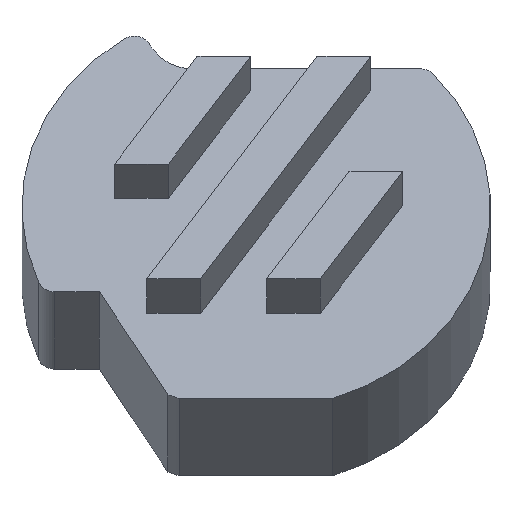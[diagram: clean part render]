
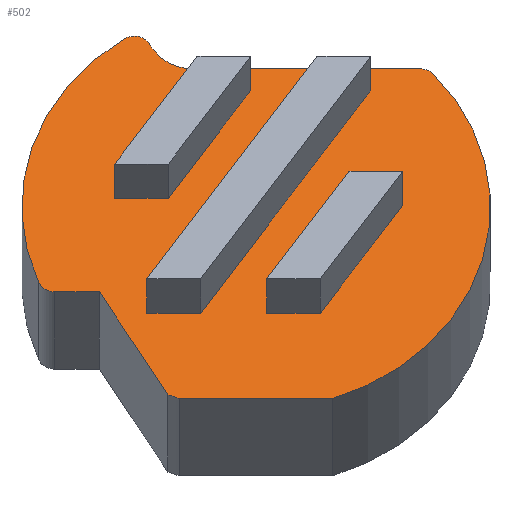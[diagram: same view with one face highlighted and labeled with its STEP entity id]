
A CAD part, front view. The second image highlights one B-rep face of the part: STEP entity #502.
In plain terms, the highlighted planar face has unit normal (0, -0.866, 0.5).
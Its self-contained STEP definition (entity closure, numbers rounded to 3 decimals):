
#15=FACE_BOUND('',#71,.T.);
#16=FACE_BOUND('',#72,.T.);
#17=FACE_BOUND('',#73,.T.);
#18=PLANE('',#549);
#41=FACE_OUTER_BOUND('',#70,.T.);
#70=EDGE_LOOP('',(#356,#357,#358,#359,#360,#361,#362,#363,#364,#365,#366,
#367));
#71=EDGE_LOOP('',(#368,#369,#370,#371));
#72=EDGE_LOOP('',(#372,#373,#374,#375));
#73=EDGE_LOOP('',(#376,#377,#378,#379));
#103=LINE('',#754,#159);
#104=LINE('',#766,#160);
#105=LINE('',#768,#161);
#106=LINE('',#771,#162);
#107=LINE('',#774,#163);
#108=LINE('',#776,#164);
#109=LINE('',#778,#165);
#110=LINE('',#779,#166);
#111=LINE('',#782,#167);
#112=LINE('',#784,#168);
#113=LINE('',#786,#169);
#114=LINE('',#787,#170);
#115=LINE('',#790,#171);
#116=LINE('',#792,#172);
#117=LINE('',#794,#173);
#118=LINE('',#795,#174);
#159=VECTOR('',#607,10.);
#160=VECTOR('',#618,10.);
#161=VECTOR('',#619,10.);
#162=VECTOR('',#622,10.);
#163=VECTOR('',#623,10.);
#164=VECTOR('',#624,10.);
#165=VECTOR('',#625,10.);
#166=VECTOR('',#626,10.);
#167=VECTOR('',#627,10.);
#168=VECTOR('',#628,10.);
#169=VECTOR('',#629,10.);
#170=VECTOR('',#630,10.);
#171=VECTOR('',#631,10.);
#172=VECTOR('',#632,10.);
#173=VECTOR('',#633,10.);
#174=VECTOR('',#634,10.);
#213=CIRCLE('',#545,0.4);
#214=CIRCLE('',#547,5.45);
#216=CIRCLE('',#550,1.1);
#217=CIRCLE('',#551,4.3);
#218=CIRCLE('',#552,0.4);
#219=CIRCLE('',#553,5.45);
#220=CIRCLE('',#554,0.4);
#221=CIRCLE('',#555,5.45);
#230=VERTEX_POINT('',#741);
#231=VERTEX_POINT('',#743);
#232=VERTEX_POINT('',#747);
#234=VERTEX_POINT('',#753);
#235=VERTEX_POINT('',#755);
#236=VERTEX_POINT('',#757);
#237=VERTEX_POINT('',#759);
#238=VERTEX_POINT('',#761);
#239=VERTEX_POINT('',#763);
#240=VERTEX_POINT('',#765);
#241=VERTEX_POINT('',#767);
#242=VERTEX_POINT('',#769);
#243=VERTEX_POINT('',#772);
#244=VERTEX_POINT('',#773);
#245=VERTEX_POINT('',#775);
#246=VERTEX_POINT('',#777);
#247=VERTEX_POINT('',#780);
#248=VERTEX_POINT('',#781);
#249=VERTEX_POINT('',#783);
#250=VERTEX_POINT('',#785);
#251=VERTEX_POINT('',#788);
#252=VERTEX_POINT('',#789);
#253=VERTEX_POINT('',#791);
#254=VERTEX_POINT('',#793);
#278=EDGE_CURVE('',#230,#231,#213,.T.);
#280=EDGE_CURVE('',#231,#232,#214,.T.);
#283=EDGE_CURVE('',#230,#234,#103,.T.);
#284=EDGE_CURVE('',#234,#235,#216,.T.);
#285=EDGE_CURVE('',#235,#236,#217,.T.);
#286=EDGE_CURVE('',#237,#236,#218,.T.);
#287=EDGE_CURVE('',#238,#237,#219,.T.);
#288=EDGE_CURVE('',#239,#238,#220,.T.);
#289=EDGE_CURVE('',#240,#239,#104,.T.);
#290=EDGE_CURVE('',#240,#241,#105,.T.);
#291=EDGE_CURVE('',#242,#241,#221,.T.);
#292=EDGE_CURVE('',#242,#232,#106,.T.);
#293=EDGE_CURVE('',#243,#244,#107,.T.);
#294=EDGE_CURVE('',#244,#245,#108,.T.);
#295=EDGE_CURVE('',#245,#246,#109,.T.);
#296=EDGE_CURVE('',#246,#243,#110,.T.);
#297=EDGE_CURVE('',#247,#248,#111,.T.);
#298=EDGE_CURVE('',#248,#249,#112,.T.);
#299=EDGE_CURVE('',#249,#250,#113,.T.);
#300=EDGE_CURVE('',#250,#247,#114,.T.);
#301=EDGE_CURVE('',#251,#252,#115,.T.);
#302=EDGE_CURVE('',#252,#253,#116,.T.);
#303=EDGE_CURVE('',#253,#254,#117,.T.);
#304=EDGE_CURVE('',#254,#251,#118,.T.);
#356=ORIENTED_EDGE('',*,*,#278,.F.);
#357=ORIENTED_EDGE('',*,*,#283,.T.);
#358=ORIENTED_EDGE('',*,*,#284,.T.);
#359=ORIENTED_EDGE('',*,*,#285,.T.);
#360=ORIENTED_EDGE('',*,*,#286,.F.);
#361=ORIENTED_EDGE('',*,*,#287,.F.);
#362=ORIENTED_EDGE('',*,*,#288,.F.);
#363=ORIENTED_EDGE('',*,*,#289,.F.);
#364=ORIENTED_EDGE('',*,*,#290,.T.);
#365=ORIENTED_EDGE('',*,*,#291,.F.);
#366=ORIENTED_EDGE('',*,*,#292,.T.);
#367=ORIENTED_EDGE('',*,*,#280,.F.);
#368=ORIENTED_EDGE('',*,*,#293,.T.);
#369=ORIENTED_EDGE('',*,*,#294,.T.);
#370=ORIENTED_EDGE('',*,*,#295,.T.);
#371=ORIENTED_EDGE('',*,*,#296,.T.);
#372=ORIENTED_EDGE('',*,*,#297,.T.);
#373=ORIENTED_EDGE('',*,*,#298,.T.);
#374=ORIENTED_EDGE('',*,*,#299,.T.);
#375=ORIENTED_EDGE('',*,*,#300,.T.);
#376=ORIENTED_EDGE('',*,*,#301,.T.);
#377=ORIENTED_EDGE('',*,*,#302,.T.);
#378=ORIENTED_EDGE('',*,*,#303,.T.);
#379=ORIENTED_EDGE('',*,*,#304,.T.);
#502=ADVANCED_FACE('',(#41,#15,#16,#17),#18,.F.);
#545=AXIS2_PLACEMENT_3D('',#744,#595,#596);
#547=AXIS2_PLACEMENT_3D('',#748,#600,#601);
#549=AXIS2_PLACEMENT_3D('',#752,#605,#606);
#550=AXIS2_PLACEMENT_3D('',#756,#608,#609);
#551=AXIS2_PLACEMENT_3D('',#758,#610,#611);
#552=AXIS2_PLACEMENT_3D('',#760,#612,#613);
#553=AXIS2_PLACEMENT_3D('',#762,#614,#615);
#554=AXIS2_PLACEMENT_3D('',#764,#616,#617);
#555=AXIS2_PLACEMENT_3D('',#770,#620,#621);
#595=DIRECTION('center_axis',(0.,0.866,-0.5));
#596=DIRECTION('ref_axis',(0.416,0.455,0.787));
#600=DIRECTION('center_axis',(0.,0.866,-0.5));
#601=DIRECTION('ref_axis',(-1.,0.,0.));
#605=DIRECTION('center_axis',(0.,0.866,-0.5));
#606=DIRECTION('ref_axis',(-1.,0.,0.));
#607=DIRECTION('',(-1.,0.,0.));
#608=DIRECTION('center_axis',(0.,0.866,-0.5));
#609=DIRECTION('ref_axis',(0.,-0.5,-0.866));
#610=DIRECTION('center_axis',(0.,0.866,-0.5));
#611=DIRECTION('ref_axis',(-0.847,-0.266,-0.46));
#612=DIRECTION('center_axis',(0.,0.866,-0.5));
#613=DIRECTION('ref_axis',(0.227,0.487,0.843));
#614=DIRECTION('center_axis',(0.,0.866,-0.5));
#615=DIRECTION('ref_axis',(-1.,0.,0.));
#616=DIRECTION('center_axis',(0.,0.866,-0.5));
#617=DIRECTION('ref_axis',(-0.56,-0.414,-0.718));
#618=DIRECTION('',(-1.,0.,0.));
#619=DIRECTION('',(0.5,-0.433,-0.75));
#620=DIRECTION('center_axis',(0.,0.866,-0.5));
#621=DIRECTION('ref_axis',(-1.,0.,0.));
#622=DIRECTION('',(1.,0.,0.));
#623=DIRECTION('',(-0.552,-0.417,-0.722));
#624=DIRECTION('',(-1.,0.,0.));
#625=DIRECTION('',(0.552,0.417,0.722));
#626=DIRECTION('',(1.,0.,0.));
#627=DIRECTION('',(0.552,0.417,0.722));
#628=DIRECTION('',(1.,0.,0.));
#629=DIRECTION('',(-0.552,-0.417,-0.722));
#630=DIRECTION('',(-1.,0.,0.));
#631=DIRECTION('',(-1.,0.,0.));
#632=DIRECTION('',(0.552,0.417,0.722));
#633=DIRECTION('',(1.,0.,0.));
#634=DIRECTION('',(-0.552,-0.417,-0.722));
#741=CARTESIAN_POINT('',(197.491,-139.541,35.163));
#743=CARTESIAN_POINT('',(197.794,-139.61,35.043));
#744=CARTESIAN_POINT('Origin',(197.491,-139.741,34.816));
#747=CARTESIAN_POINT('',(195.452,-143.966,27.498));
#748=CARTESIAN_POINT('Origin',(193.668,-141.391,31.958));
#752=CARTESIAN_POINT('Origin',(193.668,-141.491,31.784));
#753=CARTESIAN_POINT('',(192.207,-139.541,35.163));
#754=CARTESIAN_POINT('',(198.118,-139.541,35.163));
#755=CARTESIAN_POINT('',(191.275,-139.283,35.609));
#756=CARTESIAN_POINT('Origin',(192.207,-138.991,36.115));
#757=CARTESIAN_POINT('',(191.18,-139.203,35.748));
#758=CARTESIAN_POINT('Origin',(194.918,-138.141,37.587));
#759=CARTESIAN_POINT('',(190.607,-139.136,35.863));
#760=CARTESIAN_POINT('Origin',(190.832,-139.302,35.577));
#761=CARTESIAN_POINT('',(188.613,-142.408,30.196));
#762=CARTESIAN_POINT('Origin',(193.668,-141.391,31.958));
#763=CARTESIAN_POINT('',(188.984,-142.534,29.979));
#764=CARTESIAN_POINT('Origin',(188.984,-142.334,30.325));
#765=CARTESIAN_POINT('',(190.023,-142.534,29.979));
#766=CARTESIAN_POINT('',(189.272,-142.534,29.979));
#767=CARTESIAN_POINT('',(191.619,-143.916,27.585));
#768=CARTESIAN_POINT('',(190.023,-142.534,29.979));
#769=CARTESIAN_POINT('',(191.885,-143.966,27.498));
#770=CARTESIAN_POINT('Origin',(193.668,-141.391,31.958));
#771=CARTESIAN_POINT('',(191.677,-143.966,27.498));
#772=CARTESIAN_POINT('',(197.076,-141.375,31.986));
#773=CARTESIAN_POINT('',(195.161,-142.821,29.48));
#774=CARTESIAN_POINT('',(195.546,-142.531,29.984));
#775=CARTESIAN_POINT('',(193.913,-142.821,29.48));
#776=CARTESIAN_POINT('',(193.791,-142.821,29.48));
#777=CARTESIAN_POINT('',(195.828,-141.375,31.986));
#778=CARTESIAN_POINT('',(195.445,-141.664,31.485));
#779=CARTESIAN_POINT('',(195.372,-141.375,31.986));
#780=CARTESIAN_POINT('',(191.126,-142.821,29.48));
#781=CARTESIAN_POINT('',(195.081,-139.834,34.654));
#782=CARTESIAN_POINT('',(194.103,-140.573,33.375));
#783=CARTESIAN_POINT('',(196.333,-139.834,34.654));
#784=CARTESIAN_POINT('',(195.001,-139.834,34.654));
#785=CARTESIAN_POINT('',(192.379,-142.821,29.48));
#786=CARTESIAN_POINT('',(193.188,-142.211,30.538));
#787=CARTESIAN_POINT('',(192.397,-142.821,29.48));
#788=CARTESIAN_POINT('',(191.625,-141.281,32.148));
#789=CARTESIAN_POINT('',(190.378,-141.281,32.148));
#790=CARTESIAN_POINT('',(192.023,-141.281,32.148));
#791=CARTESIAN_POINT('',(192.292,-139.834,34.654));
#792=CARTESIAN_POINT('',(191.739,-140.252,33.93));
#793=CARTESIAN_POINT('',(193.54,-139.834,34.654));
#794=CARTESIAN_POINT('',(193.604,-139.834,34.654));
#795=CARTESIAN_POINT('',(191.839,-141.119,32.429));
